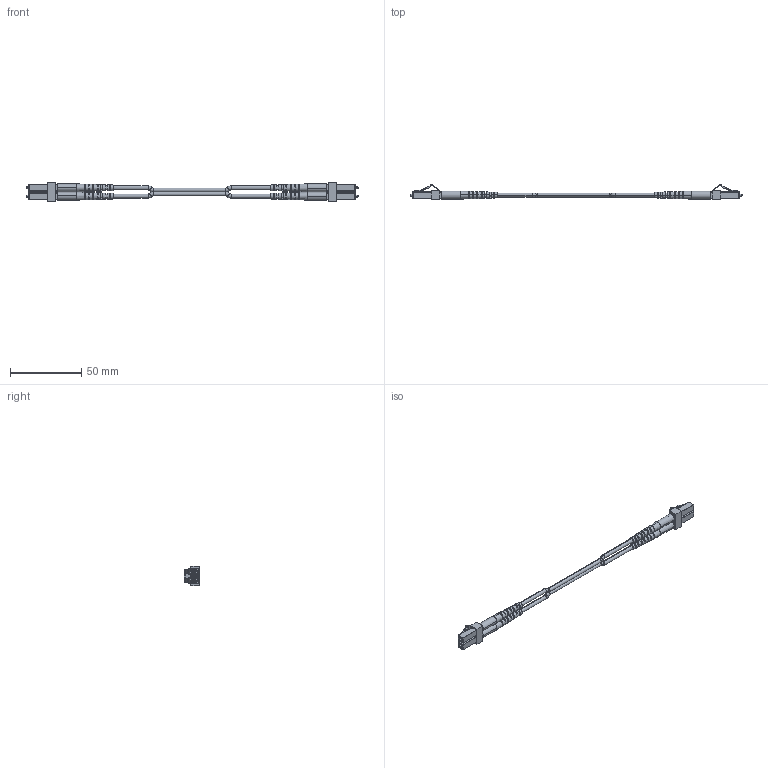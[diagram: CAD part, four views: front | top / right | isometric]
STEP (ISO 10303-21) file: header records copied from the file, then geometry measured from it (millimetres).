
FILE_DESCRIPTION (( 'STEP AP214' ), '1' );
FILE_NAME ('FODLC50-YL-COLOR.STEP', '2008-02-06T20:05:26', ( ' ' ), ( ' ' ), 'SwSTEP 2.0', 'SolidWorks 2007', '' );
FILE_SCHEMA (( 'AUTOMOTIVE_DESIGN' ));
Length unit declared in the file: inch
Products named in the file (7): LC-CONN; CONN-LC3-240-3; CONN-LC3-240-3-MA2; CONN-LC3-240-3-MA1; CONN-LC3-240-3-MA3; 1AL06-087_Yellow; FODLC50-YL-COLOR
Assembly tree (8 placements, depth 4):
  FODLC50-YL-COLOR
    CONN-LC3-240-3  x2
      LC-CONN
        CONN-LC3-240-3-MA2
        CONN-LC3-240-3-MA1
      CONN-LC3-240-3-MA3
    1AL06-087_Yellow
Bounding box: 232.65 x 10.6 x 13.34 mm (x, y, z)
Volume: 5056.5 mm3; surface area: 10809.7 mm2
Topology: 11 solids, 11 shells, 725 faces, 1995 edges, 1262 vertices
Faces by surface type: plane 484, cylinder 111, cone 72, torus 24, bspline 18, sphere 16
Entity records: 9697 total; most frequent: CARTESIAN_POINT 2177, ORIENTED_EDGE 1232, DIRECTION 1212, EDGE_CURVE 616, AXIS2_PLACEMENT_3D 437, VERTEX_POINT 390, VECTOR 338, LINE 338
